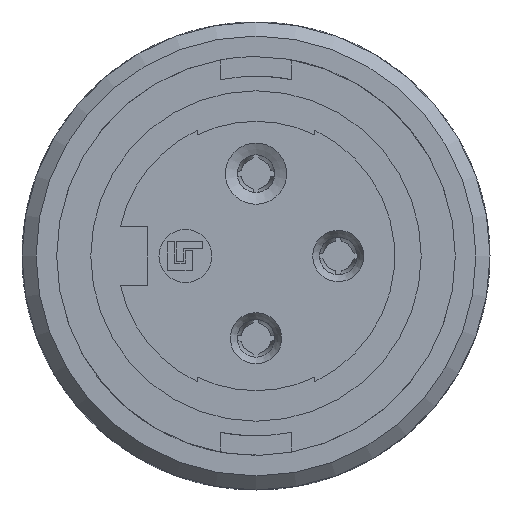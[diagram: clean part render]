
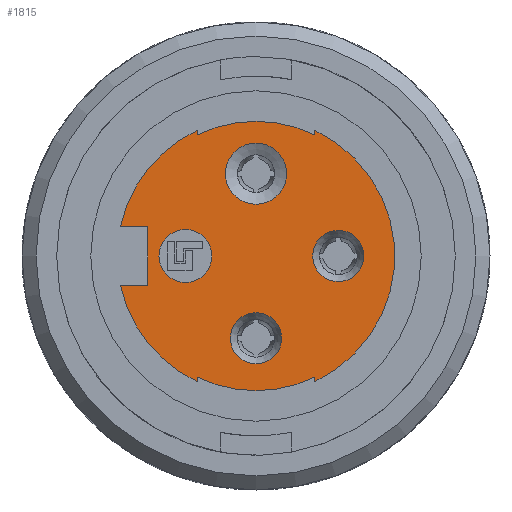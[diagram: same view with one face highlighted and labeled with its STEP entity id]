
A CAD part, left-side view. The second image highlights one B-rep face of the part: STEP entity #1815.
In plain terms, the highlighted planar face has unit normal (-1, 0, 0).
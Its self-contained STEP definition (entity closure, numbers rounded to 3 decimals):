
#517=PLANE('',#10126);
#1815=ADVANCED_FACE('',(#1967,#1968,#1969,#1970,#1971),#517,.T.);
#1967=FACE_BOUND('',#2467,.T.);
#1968=FACE_BOUND('',#2468,.T.);
#1969=FACE_BOUND('',#2469,.T.);
#1970=FACE_BOUND('',#2470,.T.);
#1971=FACE_BOUND('',#2471,.T.);
#2467=EDGE_LOOP('',(#5362));
#2468=EDGE_LOOP('',(#5363));
#2469=EDGE_LOOP('',(#5364));
#2470=EDGE_LOOP('',(#5365));
#2471=EDGE_LOOP('',(#5366,#5367,#5368,#5369,#5370,#5371,#5372,#5373,#5374,
#5375,#5376,#5377));
#2820=CIRCLE('',#10113,1.125);
#2821=CIRCLE('',#10115,1.089);
#2822=CIRCLE('',#10117,1.089);
#2823=CIRCLE('',#10119,1.3);
#2824=CIRCLE('',#10121,5.9);
#2825=CIRCLE('',#10122,5.725);
#2826=CIRCLE('',#10123,5.9);
#2827=CIRCLE('',#10124,5.9);
#2828=CIRCLE('',#10125,5.725);
#5362=ORIENTED_EDGE('',*,*,#7807,.T.);
#5363=ORIENTED_EDGE('',*,*,#7806,.T.);
#5364=ORIENTED_EDGE('',*,*,#7805,.T.);
#5365=ORIENTED_EDGE('',*,*,#7804,.T.);
#5366=ORIENTED_EDGE('',*,*,#7808,.F.);
#5367=ORIENTED_EDGE('',*,*,#7809,.F.);
#5368=ORIENTED_EDGE('',*,*,#7810,.F.);
#5369=ORIENTED_EDGE('',*,*,#7811,.F.);
#5370=ORIENTED_EDGE('',*,*,#7812,.F.);
#5371=ORIENTED_EDGE('',*,*,#7813,.F.);
#5372=ORIENTED_EDGE('',*,*,#7814,.F.);
#5373=ORIENTED_EDGE('',*,*,#7815,.F.);
#5374=ORIENTED_EDGE('',*,*,#7816,.F.);
#5375=ORIENTED_EDGE('',*,*,#7817,.F.);
#5376=ORIENTED_EDGE('',*,*,#7818,.F.);
#5377=ORIENTED_EDGE('',*,*,#7819,.F.);
#6464=VERTEX_POINT('',#16384);
#6465=VERTEX_POINT('',#16387);
#6466=VERTEX_POINT('',#16390);
#6467=VERTEX_POINT('',#16393);
#6468=VERTEX_POINT('',#16396);
#6469=VERTEX_POINT('',#16397);
#6470=VERTEX_POINT('',#16399);
#6471=VERTEX_POINT('',#16401);
#6472=VERTEX_POINT('',#16403);
#6473=VERTEX_POINT('',#16405);
#6474=VERTEX_POINT('',#16407);
#6475=VERTEX_POINT('',#16409);
#6476=VERTEX_POINT('',#16411);
#6477=VERTEX_POINT('',#16413);
#6478=VERTEX_POINT('',#16415);
#6479=VERTEX_POINT('',#16417);
#7804=EDGE_CURVE('',#6464,#6464,#2820,.T.);
#7805=EDGE_CURVE('',#6465,#6465,#2821,.T.);
#7806=EDGE_CURVE('',#6466,#6466,#2822,.T.);
#7807=EDGE_CURVE('',#6467,#6467,#2823,.T.);
#7808=EDGE_CURVE('',#6468,#6469,#8563,.T.);
#7809=EDGE_CURVE('',#6470,#6468,#2824,.T.);
#7810=EDGE_CURVE('',#6471,#6470,#8564,.T.);
#7811=EDGE_CURVE('',#6472,#6471,#2825,.T.);
#7812=EDGE_CURVE('',#6473,#6472,#8565,.T.);
#7813=EDGE_CURVE('',#6474,#6473,#2826,.T.);
#7814=EDGE_CURVE('',#6475,#6474,#8566,.T.);
#7815=EDGE_CURVE('',#6476,#6475,#8567,.T.);
#7816=EDGE_CURVE('',#6477,#6476,#8568,.T.);
#7817=EDGE_CURVE('',#6478,#6477,#2827,.T.);
#7818=EDGE_CURVE('',#6479,#6478,#8569,.T.);
#7819=EDGE_CURVE('',#6469,#6479,#2828,.T.);
#8563=LINE('',#16395,#9275);
#8564=LINE('',#16400,#9276);
#8565=LINE('',#16404,#9277);
#8566=LINE('',#16408,#9278);
#8567=LINE('',#16410,#9279);
#8568=LINE('',#16412,#9280);
#8569=LINE('',#16416,#9281);
#9275=VECTOR('',#12359,1.);
#9276=VECTOR('',#12362,1.);
#9277=VECTOR('',#12365,1.);
#9278=VECTOR('',#12368,1.);
#9279=VECTOR('',#12369,1.);
#9280=VECTOR('',#12370,1.);
#9281=VECTOR('',#12373,1.);
#10113=AXIS2_PLACEMENT_3D('',#16383,#12343,#12344);
#10115=AXIS2_PLACEMENT_3D('',#16386,#12347,#12348);
#10117=AXIS2_PLACEMENT_3D('',#16389,#12351,#12352);
#10119=AXIS2_PLACEMENT_3D('',#16392,#12355,#12356);
#10121=AXIS2_PLACEMENT_3D('',#16398,#12360,#12361);
#10122=AXIS2_PLACEMENT_3D('',#16402,#12363,#12364);
#10123=AXIS2_PLACEMENT_3D('',#16406,#12366,#12367);
#10124=AXIS2_PLACEMENT_3D('',#16414,#12371,#12372);
#10125=AXIS2_PLACEMENT_3D('',#16418,#12374,#12375);
#10126=AXIS2_PLACEMENT_3D('',#16419,#12376,#12377);
#12343=DIRECTION('',(1.,0.,0.));
#12344=DIRECTION('',(0.,0.,-1.));
#12347=DIRECTION('',(1.,0.,0.));
#12348=DIRECTION('',(0.,0.,1.));
#12351=DIRECTION('',(1.,0.,0.));
#12352=DIRECTION('',(0.,0.,1.));
#12355=DIRECTION('',(1.,0.,0.));
#12356=DIRECTION('',(0.,0.,1.));
#12359=DIRECTION('',(0.,0.,1.));
#12360=DIRECTION('',(1.,0.,0.));
#12361=DIRECTION('',(0.,0.,-1.));
#12362=DIRECTION('',(0.,0.,1.));
#12363=DIRECTION('',(1.,0.,0.));
#12364=DIRECTION('',(0.,-1.,0.));
#12365=DIRECTION('',(0.,0.,-1.));
#12366=DIRECTION('',(1.,0.,0.));
#12367=DIRECTION('',(0.,0.,-1.));
#12368=DIRECTION('',(0.,1.,0.));
#12369=DIRECTION('',(0.,0.,1.));
#12370=DIRECTION('',(0.,-1.,0.));
#12371=DIRECTION('',(1.,0.,0.));
#12372=DIRECTION('',(0.,0.,-1.));
#12373=DIRECTION('',(0.,0.,-1.));
#12374=DIRECTION('',(1.,0.,0.));
#12375=DIRECTION('',(0.,1.,0.));
#12376=DIRECTION('',(-1.,0.,0.));
#12377=DIRECTION('',(0.,0.,1.));
#16383=CARTESIAN_POINT('',(0.,3.,0.));
#16384=CARTESIAN_POINT('',(0.,3.,-1.125));
#16386=CARTESIAN_POINT('',(0.,-3.5,0.));
#16387=CARTESIAN_POINT('',(0.,-3.5,1.089));
#16389=CARTESIAN_POINT('',(0.,0.,-3.5));
#16390=CARTESIAN_POINT('',(0.,0.,-2.411));
#16392=CARTESIAN_POINT('',(0.,0.,3.5));
#16393=CARTESIAN_POINT('',(0.,0.,4.8));
#16395=CARTESIAN_POINT('',(0.,-2.5,-5.864));
#16396=CARTESIAN_POINT('',(0.,-2.5,-5.344));
#16397=CARTESIAN_POINT('',(0.,-2.5,-5.15));
#16398=CARTESIAN_POINT('',(0.,0.,0.));
#16399=CARTESIAN_POINT('',(0.,-2.5,5.344));
#16400=CARTESIAN_POINT('',(0.,-2.5,5.15));
#16401=CARTESIAN_POINT('',(0.,-2.5,5.15));
#16402=CARTESIAN_POINT('',(0.,0.,0.));
#16403=CARTESIAN_POINT('',(0.,2.5,5.15));
#16404=CARTESIAN_POINT('',(0.,2.5,5.864));
#16405=CARTESIAN_POINT('',(0.,2.5,5.344));
#16406=CARTESIAN_POINT('',(0.,0.,0.));
#16407=CARTESIAN_POINT('',(0.,5.766,1.25));
#16408=CARTESIAN_POINT('',(0.,4.6,1.25));
#16409=CARTESIAN_POINT('',(0.,4.6,1.25));
#16410=CARTESIAN_POINT('',(0.,4.6,-1.25));
#16411=CARTESIAN_POINT('',(0.,4.6,-1.25));
#16412=CARTESIAN_POINT('',(0.,6.251,-1.25));
#16413=CARTESIAN_POINT('',(0.,5.766,-1.25));
#16414=CARTESIAN_POINT('',(0.,0.,0.));
#16415=CARTESIAN_POINT('',(0.,2.5,-5.344));
#16416=CARTESIAN_POINT('',(0.,2.5,-5.15));
#16417=CARTESIAN_POINT('',(0.,2.5,-5.15));
#16418=CARTESIAN_POINT('',(0.,0.,0.));
#16419=CARTESIAN_POINT('',(0.,0.,0.));
